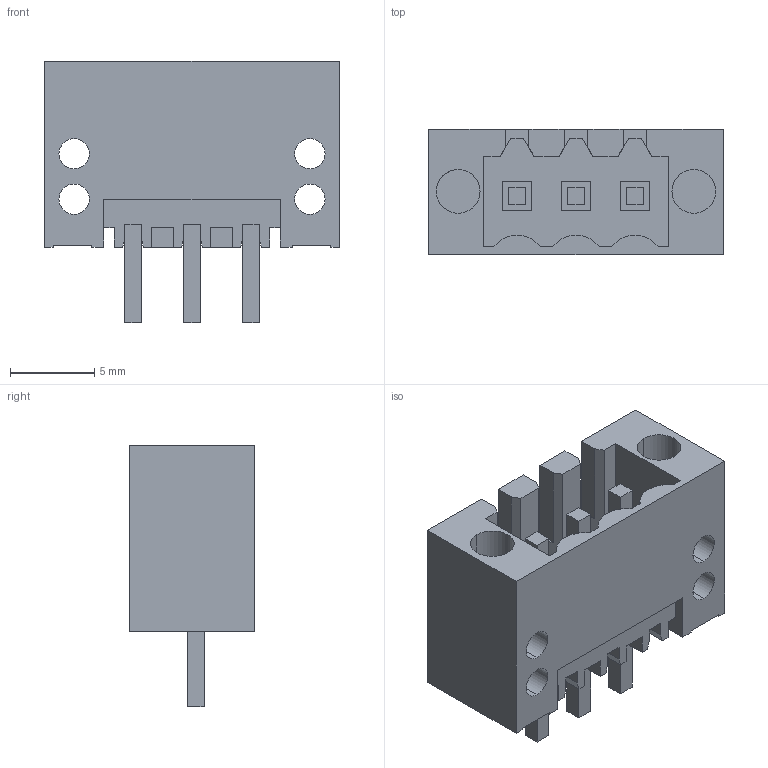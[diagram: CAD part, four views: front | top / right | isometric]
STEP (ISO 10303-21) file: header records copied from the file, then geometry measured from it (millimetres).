
FILE_DESCRIPTION(('CATIA V5 STEP Exchange','CAx-IF Rec.Pracs.--- Model Styling and Organization---1.2---2011-12-15'),'2;1');
FILE_NAME ('D1453579_0_1616150000_1616150000.stp','2018-03-13T08:22:27+00:00',('none'),('Weidmueller'),'CATIA Version 5-6 Release 2014','CATIA V5 STEP AP214','none');
FILE_SCHEMA(('AUTOMOTIVE_DESIGN { 1 0 10303 214 1 1 1 1 }'));
Length unit declared in the file: millimetre
Products named in the file (1): 1616150000
Bounding box: 17.5 x 7.45 x 15.55 mm (x, y, z)
Volume: 700.1 mm3; surface area: 1765.3 mm2
Topology: 4 solids, 4 shells, 265 faces, 742 edges, 492 vertices
Faces by surface type: plane 240, cylinder 25
Entity records: 8397 total; most frequent: CARTESIAN_POINT 1484, ORIENTED_EDGE 1476, DIRECTION 1163, EDGE_CURVE 738, VECTOR 688, LINE 688, VERTEX_POINT 490, EDGE_LOOP 294
